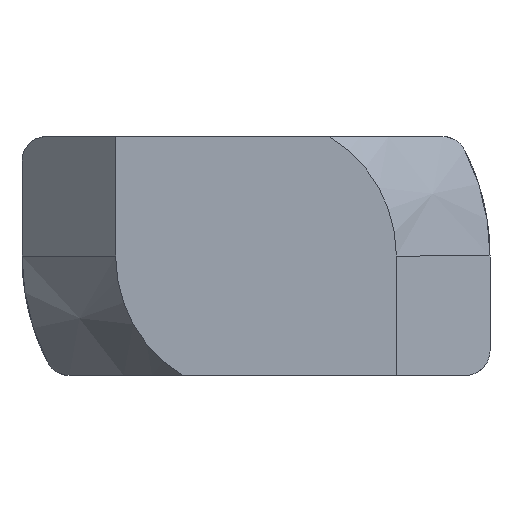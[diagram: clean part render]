
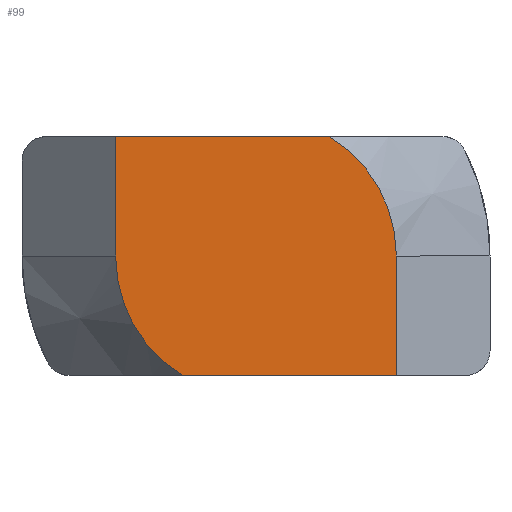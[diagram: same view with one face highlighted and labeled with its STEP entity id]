
A CAD part, front view. The second image highlights one B-rep face of the part: STEP entity #99.
In plain terms, the highlighted planar face has unit normal (0, -1, 0).
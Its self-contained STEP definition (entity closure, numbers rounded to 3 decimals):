
#99 = ADVANCED_FACE( '', ( #252 ), #253, .F. );
#252 = FACE_OUTER_BOUND( '', #457, .T. );
#253 = PLANE( '', #458 );
#457 = EDGE_LOOP( '', ( #679, #680, #681, #682, #683, #684 ) );
#458 = AXIS2_PLACEMENT_3D( '', #685, #686, #687 );
#679 = ORIENTED_EDGE( '', *, *, #1282, .T. );
#680 = ORIENTED_EDGE( '', *, *, #1283, .F. );
#681 = ORIENTED_EDGE( '', *, *, #1284, .F. );
#682 = ORIENTED_EDGE( '', *, *, #1275, .T. );
#683 = ORIENTED_EDGE( '', *, *, #1285, .T. );
#684 = ORIENTED_EDGE( '', *, *, #1286, .T. );
#685 = CARTESIAN_POINT( '', ( 9.5, 0., 4.85 ) );
#686 = DIRECTION( '', ( 0., 1., 0. ) );
#687 = DIRECTION( '', ( 0., 0., 1. ) );
#1275 = EDGE_CURVE( '', #1526, #1532, #1534, .T. );
#1282 = EDGE_CURVE( '', #1545, #1546, #1547, .T. );
#1283 = EDGE_CURVE( '', #1548, #1546, #1549, .T. );
#1284 = EDGE_CURVE( '', #1526, #1548, #1550, .T. );
#1285 = EDGE_CURVE( '', #1532, #1551, #1552, .T. );
#1286 = EDGE_CURVE( '', #1551, #1545, #1553, .T. );
#1526 = VERTEX_POINT( '', #1897 );
#1532 = VERTEX_POINT( '', #1905 );
#1534 = LINE( '', #1908, #1909 );
#1545 = VERTEX_POINT( '', #1924 );
#1546 = VERTEX_POINT( '', #1925 );
#1547 = LINE( '', #1926, #1927 );
#1548 = VERTEX_POINT( '', #1928 );
#1549 = CIRCLE( '', #1929, 5.7 );
#1550 = LINE( '', #1930, #1931 );
#1551 = VERTEX_POINT( '', #1932 );
#1552 = CIRCLE( '', #1933, 5.7 );
#1553 = LINE( '', #1934, #1935 );
#1897 = CARTESIAN_POINT( '', ( 5.7, 0., -4.85 ) );
#1905 = CARTESIAN_POINT( '', ( 5.7, 0., 0. ) );
#1908 = CARTESIAN_POINT( '', ( 5.7, 0., -4.85 ) );
#1909 = VECTOR( '', #2379, 1000. );
#1924 = CARTESIAN_POINT( '', ( -5.7, 0., 4.85 ) );
#1925 = CARTESIAN_POINT( '', ( -5.7, 0., 0. ) );
#1926 = CARTESIAN_POINT( '', ( -5.7, 0., 4.85 ) );
#1927 = VECTOR( '', #2384, 1000. );
#1928 = CARTESIAN_POINT( '', ( -2.995, 0., -4.85 ) );
#1929 = AXIS2_PLACEMENT_3D( '', #2385, #2386, #2387 );
#1930 = CARTESIAN_POINT( '', ( 9.5, 0., -4.85 ) );
#1931 = VECTOR( '', #2388, 1000. );
#1932 = CARTESIAN_POINT( '', ( 2.995, 0., 4.85 ) );
#1933 = AXIS2_PLACEMENT_3D( '', #2389, #2390, #2391 );
#1934 = CARTESIAN_POINT( '', ( 9.5, 0., 4.85 ) );
#1935 = VECTOR( '', #2392, 1000. );
#2379 = DIRECTION( '', ( 0., 0., 1. ) );
#2384 = DIRECTION( '', ( 0., 0., -1. ) );
#2385 = CARTESIAN_POINT( '', ( 0., 0., 0. ) );
#2386 = DIRECTION( '', ( 0., 1., 0. ) );
#2387 = DIRECTION( '', ( 0., 0., 1. ) );
#2388 = DIRECTION( '', ( -1., 0., 0. ) );
#2389 = CARTESIAN_POINT( '', ( 0., 0., 0. ) );
#2390 = DIRECTION( '', ( 0., -1., 0. ) );
#2391 = DIRECTION( '', ( 0., 0., -1. ) );
#2392 = DIRECTION( '', ( -1., 0., 0. ) );
